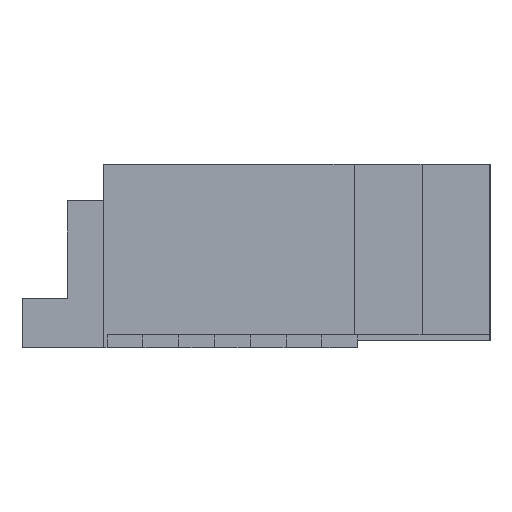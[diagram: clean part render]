
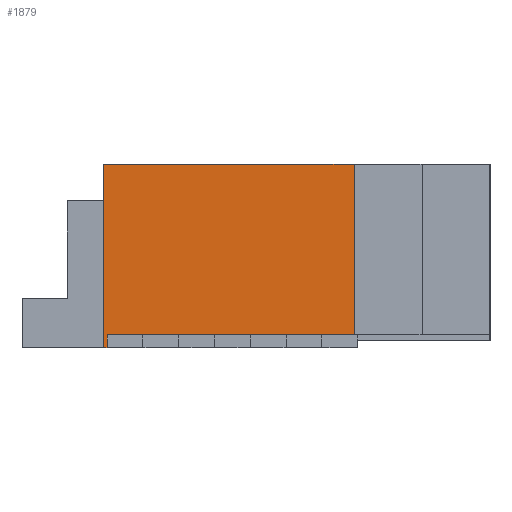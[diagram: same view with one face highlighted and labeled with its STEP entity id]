
A CAD part, left-side view. The second image highlights one B-rep face of the part: STEP entity #1879.
In plain terms, the highlighted planar face has unit normal (-1, 0, 0).
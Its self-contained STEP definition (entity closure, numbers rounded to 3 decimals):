
#40 = VERTEX_POINT('',#41);
#41 = CARTESIAN_POINT('',(-12.435,0.8,2.56));
#47 = EDGE_CURVE('',#48,#40,#50,.T.);
#48 = VERTEX_POINT('',#49);
#49 = CARTESIAN_POINT('',(-12.435,0.8,0.));
#50 = LINE('',#51,#52);
#51 = CARTESIAN_POINT('',(-12.435,0.8,0.));
#52 = VECTOR('',#53,1.);
#53 = DIRECTION('',(0.,0.,1.));
#799 = VERTEX_POINT('',#800);
#800 = CARTESIAN_POINT('',(-12.435,0.75,0.));
#806 = EDGE_CURVE('',#48,#799,#807,.T.);
#807 = LINE('',#808,#809);
#808 = CARTESIAN_POINT('',(-12.435,0.8,0.));
#809 = VECTOR('',#810,1.);
#810 = DIRECTION('',(0.,-1.,0.));
#1879 = ADVANCED_FACE('',(#1880),#1914,.F.);
#1880 = FACE_BOUND('',#1881,.F.);
#1881 = EDGE_LOOP('',(#1882,#1883,#1884,#1892,#1900,#1908));
#1882 = ORIENTED_EDGE('',*,*,#806,.F.);
#1883 = ORIENTED_EDGE('',*,*,#47,.T.);
#1884 = ORIENTED_EDGE('',*,*,#1885,.T.);
#1885 = EDGE_CURVE('',#40,#1886,#1888,.T.);
#1886 = VERTEX_POINT('',#1887);
#1887 = CARTESIAN_POINT('',(-12.435,-2.7,2.56));
#1888 = LINE('',#1889,#1890);
#1889 = CARTESIAN_POINT('',(-12.435,0.8,2.56));
#1890 = VECTOR('',#1891,1.);
#1891 = DIRECTION('',(0.,-1.,0.));
#1892 = ORIENTED_EDGE('',*,*,#1893,.F.);
#1893 = EDGE_CURVE('',#1894,#1886,#1896,.T.);
#1894 = VERTEX_POINT('',#1895);
#1895 = CARTESIAN_POINT('',(-12.435,-2.7,0.18));
#1896 = LINE('',#1897,#1898);
#1897 = CARTESIAN_POINT('',(-12.435,-2.7,0.));
#1898 = VECTOR('',#1899,1.);
#1899 = DIRECTION('',(0.,0.,1.));
#1900 = ORIENTED_EDGE('',*,*,#1901,.F.);
#1901 = EDGE_CURVE('',#1902,#1894,#1904,.T.);
#1902 = VERTEX_POINT('',#1903);
#1903 = CARTESIAN_POINT('',(-12.435,0.75,0.18));
#1904 = LINE('',#1905,#1906);
#1905 = CARTESIAN_POINT('',(-12.435,-0.1,0.18));
#1906 = VECTOR('',#1907,1.);
#1907 = DIRECTION('',(0.,-1.,0.));
#1908 = ORIENTED_EDGE('',*,*,#1909,.T.);
#1909 = EDGE_CURVE('',#1902,#799,#1910,.T.);
#1910 = LINE('',#1911,#1912);
#1911 = CARTESIAN_POINT('',(-12.435,0.75,0.));
#1912 = VECTOR('',#1913,1.);
#1913 = DIRECTION('',(-0.,0.,-1.));
#1914 = PLANE('',#1915);
#1915 = AXIS2_PLACEMENT_3D('',#1916,#1917,#1918);
#1916 = CARTESIAN_POINT('',(-12.435,0.8,0.));
#1917 = DIRECTION('',(1.,0.,0.));
#1918 = DIRECTION('',(0.,-1.,0.));
